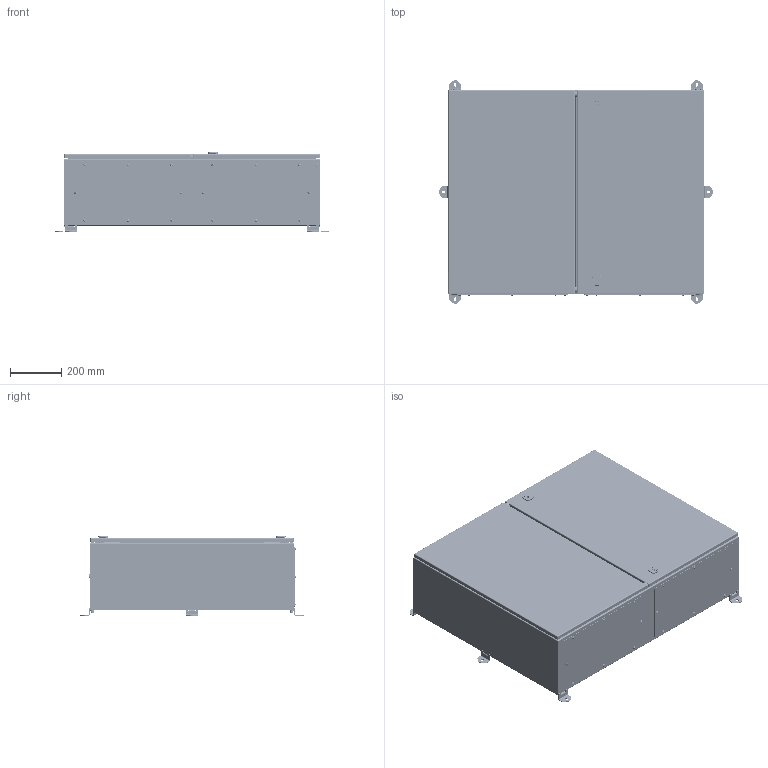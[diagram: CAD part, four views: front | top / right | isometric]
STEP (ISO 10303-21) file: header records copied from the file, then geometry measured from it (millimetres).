
FILE_DESCRIPTION (( 'STEP AP214' ), '1' );
FILE_NAME ('31.100.080.28.STEP', '2025-11-27T03:12:56', ( '' ), ( '' ), 'SwSTEP 2.0', 'SolidWorks 2021', '' );
FILE_SCHEMA (( 'AUTOMOTIVE_DESIGN' ));
Length unit declared in the file: millimetre
Products named in the file (44): Óïëîòíèòåëü; Çàêëåïêà ðåçüáîâàÿ Ì8 ãëóõàÿ øåñòèãðàííàÿ ñ óìåíüøåííûì áîðòîì; Ëè÷èíêà; 31.100.000.28-03 Êðûøêà; 妈眚 DIN 912-󋔊0-Zn; 10.000.080.00-06; Óïëîòíèòåëü äâóñòâîð÷àòûõ äâåðåé; 31.100.080.00-01-02 捘; Ëåíòà óïëîòíèòåëüíàÿ Í800; Çàìîê âåðõíèé; Øïèëüêà ïðèâàðíàÿ Ì6õ16; M8DIN6923.step; Øàðíèð âíåøíÿÿ ÷àñòü; Êîðïóñ ñ ëîãîòèïîì; Çàêëåïêà ðåçüáîâàÿ Ì5 øåñòèãðàííàÿ ñ óìåíüøåííûì áîðòîì; 31.100.080.28; 31.000.080.28-08 捘; Ñèëèêîíîâàÿ çàãëóøêà çàçåìëåíèÿ D12; 31.100.080.00-01-01 Äâåðü ïðàâàÿ; 31.100.080.00-01-01 捘; 剒蜲錪; Ãàñêåòèíã êðûøêè W500D280; 31.100.080.28-02 捘; ﾇ瑟鶴 湜跫韜; Âèíò Ì4; Ïðîñòàâêà Ì8; Âòóëêà øàðíèðà; Øàðíèð îòâåòíàÿ ÷àñòü; Âèíò DIN 967 Ì5õ16 ñ ïîëóêðóãëîé ãîëîâêîé ñ êðåñòîîáðàçíûì øëèöåì; 31.100.080.00-04 捘; 31.100.000.28-03 捘; Ñêîáà; çóá÷àòàÿ øàéáà; Øïèëüêà ïðèâàðíàÿ Ì8õ25; 31.100.080.00-01-02 Äâåðü ëåâàÿ; Øàéáà îöèíêîâàííàÿ Ì8; Çàêëåïêà ðåçüáîâàÿ Ì6 øåñòèãðàííàÿ ñ óìåíüøåííûì áîðòîì; Øàðíèð ïðèâàðíàÿ ÷àñòü; 鎔艜; Íàñòåííîå êðåïëåíèå ...
Assembly tree (154 placements, depth 4):
  31.100.080.28
    31.100.080.28-02 捘
      31.100.080.28-02 扻豵鵨
      Øïèëüêà ïðèâàðíàÿ Ì8õ25  x6
      Çàêëåïêà ðåçüáîâàÿ Ì8 ãëóõàÿ øåñòèãðàííàÿ ñ óìåíüøåííûì áîðòîì  x6
      Çàêëåïêà ðåçüáîâàÿ Ì5 øåñòèãðàííàÿ ñ óìåíüøåííûì áîðòîì  x16
    31.000.080.28-08 捘  x2
      31.000.080.28-08 Áîêîâàÿ ñòåíêà
      Øïèëüêà ïðèâàðíàÿ Ì6õ16
    Øàðíèð âíåøíÿÿ ÷àñòü  x4
    Øàðíèð îòâåòíàÿ ÷àñòü  x4
    Âèíò Ì4  x8
    Âòóëêà øàðíèðà  x4
    31.100.080.00-01-01 捘
      31.100.080.00-01-01 Äâåðü ïðàâàÿ
      10.000.080.00-06  x2
      Øïèëüêà ïðèâàðíàÿ Ì6õ16  x2
      Øàðíèð ïðèâàðíàÿ ÷àñòü  x2
      Ãàñêåòèíã äâåðè 1000õ800
      Çàìîê âåðõíèé
        Êîðïóñ ñ ëîãîòèïîì
        Ëè÷èíêà
        剒蜲錪
        Ñêîáà
        Óïëîòíèòåëü
        鎔艜
      ﾇ瑟鶴 湜跫韜
        Êîðïóñ ñ ëîãîòèïîì
        Ëè÷èíêà
        剒蜲錪
        Ñêîáà
        Óïëîòíèòåëü
        鎔艜
    31.100.000.28-03 捘  x2
      31.100.000.28-03 Êðûøêà
      Ãàñêåòèíã êðûøêè W500D280
    Âèíò DIN 967 Ì5õ16 ñ ïîëóêðóãëîé ãîëîâêîé ñ êðåñòîîáðàçíûì øëèöåì  x16
    31.100.080.00-04 捘
      31.100.080.00-04 Ìîíòàæíàÿ ïàíåëü
      Çàêëåïêà ðåçüáîâàÿ Ì6 øåñòèãðàííàÿ ñ óìåíüøåííûì áîðòîì  x4
    Ïðîñòàâêà Ì8  x6
    妈眚 DIN 912-󋔊0-Zn  x6
    Íàñòåííîå êðåïëåíèå  x6
    Ñèëèêîíîâàÿ çàãëóøêà çàçåìëåíèÿ D12  x3
    Øàéáà îöèíêîâàííàÿ Ì8  x6
    31.100.080.00-01-02 捘
      31.100.080.00-01-02 Äâåðü ëåâàÿ
      10.000.080.00-06  x2
      Øïèëüêà ïðèâàðíàÿ Ì6õ16  x2
      Øàðíèð ïðèâàðíàÿ ÷àñòü  x2
      Ëåíòà óïëîòíèòåëüíàÿ Í800  x2
      Ãàñêåòèíã äâåðè 1000õ800
    Óïëîòíèòåëü äâóñòâîð÷àòûõ äâåðåé  x2
    çóá÷àòàÿ øàéáà  x4
    M8DIN6923.step  x6
Bounding box: 1074.84 x 874.84 x 309.7 mm (x, y, z)
Volume: 6412327.1 mm3; surface area: 7693041.4 mm2
Topology: 149 solids, 149 shells, 7587 faces, 19622 edges, 12476 vertices
Faces by surface type: plane 3793, cylinder 2870, cone 390, torus 252, bspline 250, sphere 32
Entity records: 88591 total; most frequent: CARTESIAN_POINT 30041, ORIENTED_EDGE 11344, DIRECTION 10566, EDGE_CURVE 5672, LINE 3850, VECTOR 3850, VERTEX_POINT 3603, AXIS2_PLACEMENT_3D 3358
